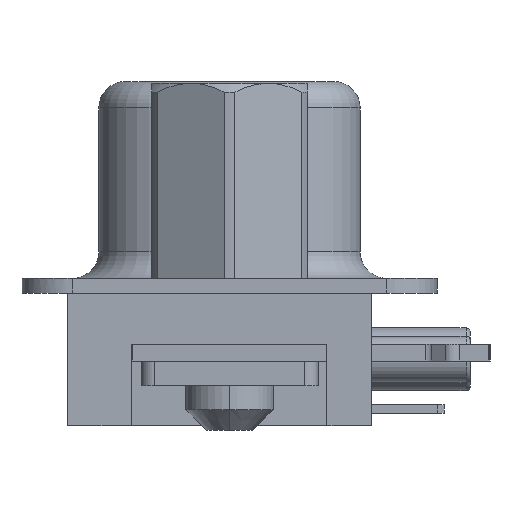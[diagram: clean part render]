
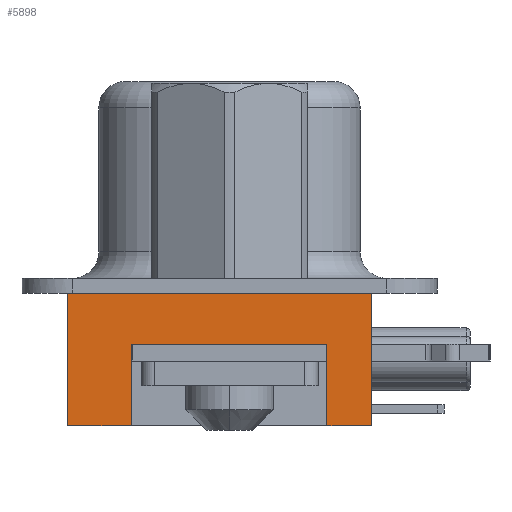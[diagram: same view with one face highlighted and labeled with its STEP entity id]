
A CAD part, left-side view. The second image highlights one B-rep face of the part: STEP entity #5898.
In plain terms, the highlighted planar face has unit normal (-1, 0, 0).
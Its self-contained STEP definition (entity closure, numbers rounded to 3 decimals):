
#78 = VECTOR ( 'NONE', #2157, 1000. ) ;
#115 = DIRECTION ( 'NONE',  ( 0., 0., 1. ) ) ;
#178 = VERTEX_POINT ( 'NONE', #12151 ) ;
#365 = VERTEX_POINT ( 'NONE', #3986 ) ;
#426 = VERTEX_POINT ( 'NONE', #8781 ) ;
#490 = ORIENTED_EDGE ( 'NONE', *, *, #9010, .F. ) ;
#500 = CARTESIAN_POINT ( 'NONE',  ( -15.395, 0., -4. ) ) ;
#696 = ORIENTED_EDGE ( 'NONE', *, *, #2089, .T. ) ;
#882 = VECTOR ( 'NONE', #3924, 1000. ) ;
#1264 = EDGE_CURVE ( 'NONE', #9926, #365, #8517, .T. ) ;
#1268 = FACE_OUTER_BOUND ( 'NONE', #4533, .T. ) ;
#1424 = DIRECTION ( 'NONE',  ( 0., -1., 0. ) ) ;
#1429 = PLANE ( 'NONE',  #8957 ) ;
#1468 = DIRECTION ( 'NONE',  ( 0., 0., 1. ) ) ;
#1830 = VECTOR ( 'NONE', #115, 1000. ) ;
#1976 = VERTEX_POINT ( 'NONE', #11637 ) ;
#2089 = EDGE_CURVE ( 'NONE', #7225, #4909, #11903, .T. ) ;
#2157 = DIRECTION ( 'NONE',  ( 0., -1., 0. ) ) ;
#2480 = DIRECTION ( 'NONE',  ( 0., -1., 0. ) ) ;
#2504 = VECTOR ( 'NONE', #12001, 1000. ) ;
#2609 = LINE ( 'NONE', #4944, #78 ) ;
#2951 = CARTESIAN_POINT ( 'NONE',  ( -15.395, 4.895, -4. ) ) ;
#3043 = EDGE_CURVE ( 'NONE', #4909, #1976, #8403, .T. ) ;
#3239 = VECTOR ( 'NONE', #4616, 1000. ) ;
#3296 = EDGE_CURVE ( 'NONE', #178, #426, #7829, .T. ) ;
#3443 = ORIENTED_EDGE ( 'NONE', *, *, #1264, .T. ) ;
#3924 = DIRECTION ( 'NONE',  ( 0., 0., 1. ) ) ;
#3963 = CARTESIAN_POINT ( 'NONE',  ( -15.395, 4.895, 0. ) ) ;
#3986 = CARTESIAN_POINT ( 'NONE',  ( -15.395, -4.29, 0. ) ) ;
#4340 = LINE ( 'NONE', #2951, #1830 ) ;
#4533 = EDGE_LOOP ( 'NONE', ( #4978, #490, #696, #7361, #7863, #8388, #11388, #3443 ) ) ;
#4539 = CARTESIAN_POINT ( 'NONE',  ( -15.395, 2.97, -4. ) ) ;
#4616 = DIRECTION ( 'NONE',  ( 0., 0., 1. ) ) ;
#4909 = VERTEX_POINT ( 'NONE', #4539 ) ;
#4944 = CARTESIAN_POINT ( 'NONE',  ( -15.395, 0., -4. ) ) ;
#4978 = ORIENTED_EDGE ( 'NONE', *, *, #7935, .F. ) ;
#5274 = CARTESIAN_POINT ( 'NONE',  ( -15.395, 0., 0. ) ) ;
#5339 = CARTESIAN_POINT ( 'NONE',  ( -15.395, -4.29, -4. ) ) ;
#5350 = EDGE_CURVE ( 'NONE', #1976, #426, #11616, .T. ) ;
#5898 = ADVANCED_FACE ( 'NONE', ( #1268 ), #1429, .T. ) ;
#6162 = CARTESIAN_POINT ( 'NONE',  ( -15.395, 0., -4. ) ) ;
#6670 = VERTEX_POINT ( 'NONE', #3963 ) ;
#7128 = DIRECTION ( 'NONE',  ( -1., 0., 0. ) ) ;
#7181 = VECTOR ( 'NONE', #1424, 1000. ) ;
#7225 = VERTEX_POINT ( 'NONE', #11455 ) ;
#7361 = ORIENTED_EDGE ( 'NONE', *, *, #3043, .T. ) ;
#7431 = CARTESIAN_POINT ( 'NONE',  ( -15.395, -4.29, -4. ) ) ;
#7829 = LINE ( 'NONE', #10088, #2504 ) ;
#7863 = ORIENTED_EDGE ( 'NONE', *, *, #5350, .T. ) ;
#7935 = EDGE_CURVE ( 'NONE', #6670, #365, #11325, .T. ) ;
#8121 = DIRECTION ( 'NONE',  ( 0., -1., 0. ) ) ;
#8278 = EDGE_CURVE ( 'NONE', #178, #9926, #2609, .T. ) ;
#8388 = ORIENTED_EDGE ( 'NONE', *, *, #3296, .F. ) ;
#8403 = LINE ( 'NONE', #11526, #882 ) ;
#8517 = LINE ( 'NONE', #7431, #3239 ) ;
#8781 = CARTESIAN_POINT ( 'NONE',  ( -15.395, -2.945, -1.55 ) ) ;
#8800 = VECTOR ( 'NONE', #8121, 1000. ) ;
#8957 = AXIS2_PLACEMENT_3D ( 'NONE', #500, #7128, #1468 ) ;
#9010 = EDGE_CURVE ( 'NONE', #7225, #6670, #4340, .T. ) ;
#9070 = VECTOR ( 'NONE', #2480, 1000. ) ;
#9926 = VERTEX_POINT ( 'NONE', #5339 ) ;
#10088 = CARTESIAN_POINT ( 'NONE',  ( -15.395, -2.945, -4. ) ) ;
#11325 = LINE ( 'NONE', #5274, #8800 ) ;
#11388 = ORIENTED_EDGE ( 'NONE', *, *, #8278, .T. ) ;
#11455 = CARTESIAN_POINT ( 'NONE',  ( -15.395, 4.895, -4. ) ) ;
#11526 = CARTESIAN_POINT ( 'NONE',  ( -15.395, 2.97, -4. ) ) ;
#11616 = LINE ( 'NONE', #11891, #9070 ) ;
#11637 = CARTESIAN_POINT ( 'NONE',  ( -15.395, 2.97, -1.55 ) ) ;
#11891 = CARTESIAN_POINT ( 'NONE',  ( -15.395, 0., -1.55 ) ) ;
#11903 = LINE ( 'NONE', #6162, #7181 ) ;
#12001 = DIRECTION ( 'NONE',  ( 0., 0., 1. ) ) ;
#12151 = CARTESIAN_POINT ( 'NONE',  ( -15.395, -2.945, -4. ) ) ;
